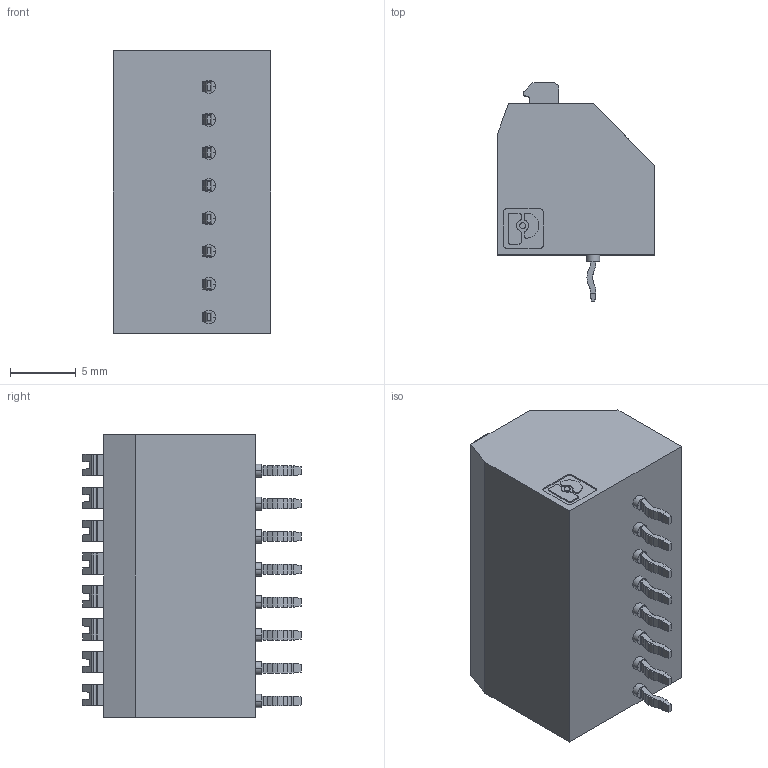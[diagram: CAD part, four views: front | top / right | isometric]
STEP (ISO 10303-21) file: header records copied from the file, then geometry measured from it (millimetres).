
FILE_DESCRIPTION(('STEP AP203'),'1');
FILE_NAME('1989803.stp','2020-09-25T09:26:17',('TraceParts'),('TraceParts S.A.'),'Spatial InterOp 3D',' ',' ');
FILE_SCHEMA(('CONFIG_CONTROL_DESIGN'));
Length unit declared in the file: millimetre
Products named in the file (1): 1
Bounding box: 12 x 16.6 x 21.5 mm (x, y, z)
Volume: 2514.4 mm3; surface area: 1772.8 mm2
Topology: 1 solids, 1 shells, 623 faces, 1698 edges, 1097 vertices
Faces by surface type: plane 433, cylinder 174, cone 16
Entity records: 21000 total; most frequent: CARTESIAN_POINT 4907, ORIENTED_EDGE 3396, DIRECTION 3334, EDGE_CURVE 1698, LINE 1246, VECTOR 1246, VERTEX_POINT 1097, AXIS2_PLACEMENT_3D 1044
